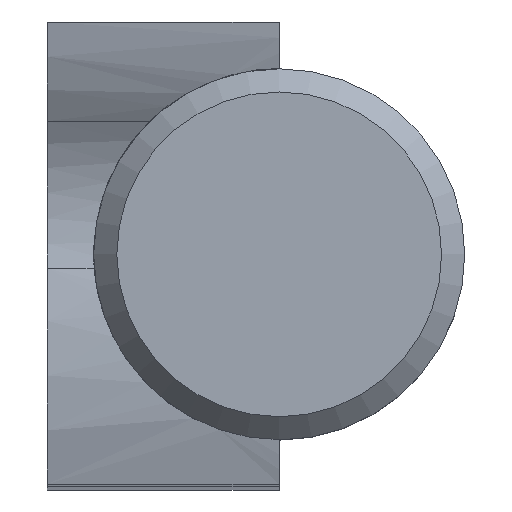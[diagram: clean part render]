
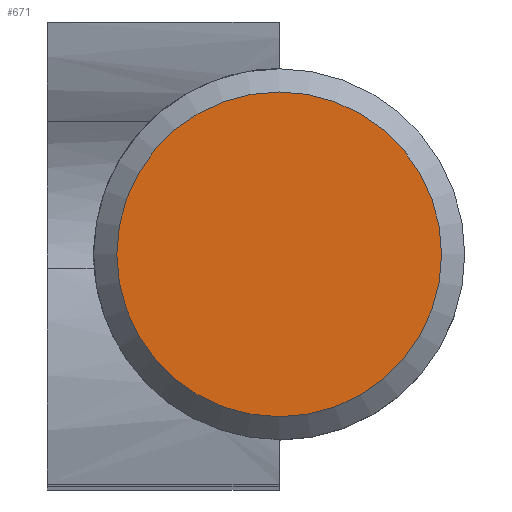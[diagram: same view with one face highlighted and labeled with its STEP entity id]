
A CAD part, top view. The second image highlights one B-rep face of the part: STEP entity #671.
In plain terms, the highlighted planar face has unit normal (0, 0, 1).
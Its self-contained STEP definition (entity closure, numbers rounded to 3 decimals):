
#128=ORIENTED_EDGE('',*,*,#296,.F.);
#296=EDGE_CURVE('',#380,#380,#446,.T.);
#380=VERTEX_POINT('',#1088);
#446=CIRCLE('',#750,3.5);
#495=EDGE_LOOP('',(#128));
#575=FACE_BOUND('',#495,.T.);
#655=PLANE('',#749);
#671=ADVANCED_FACE('',(#575),#655,.F.);
#749=AXIS2_PLACEMENT_3D('',#1086,#853,#854);
#750=AXIS2_PLACEMENT_3D('',#1087,#855,#856);
#853=DIRECTION('',(0.,0.,-1.));
#854=DIRECTION('',(-1.,0.,0.));
#855=DIRECTION('',(0.,0.,-1.));
#856=DIRECTION('',(-1.,0.,0.));
#1086=CARTESIAN_POINT('',(0.,0.,40.));
#1087=CARTESIAN_POINT('',(0.,0.,40.));
#1088=CARTESIAN_POINT('',(-3.5,0.,40.));
